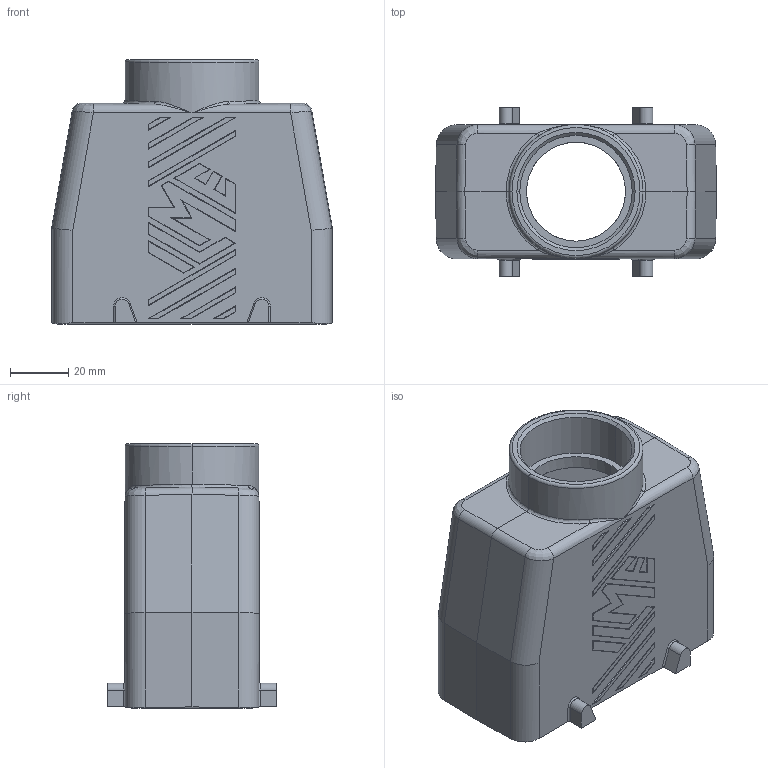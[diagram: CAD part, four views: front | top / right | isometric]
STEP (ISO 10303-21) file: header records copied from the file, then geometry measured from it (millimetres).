
FILE_DESCRIPTION(('Creo Elements/Direct Modeling STEP Export'),'2;1');
FILE_NAME('37jbk2e5h15le0j2644','2022-02-02T11:21:48',(''),(''),'Creo Elements/Direct Modeling STEP processor for AP214 (Solid Model)','Creo Elements/Direct Modeling 20.1B 02-Apr-2019 (C) Parametric Technology GmbH','');
FILE_SCHEMA(('AUTOMOTIVE_DESIGN { 1 0 10303 214 1 1 1 1 }'));
Length unit declared in the file: millimetre
Products named in the file (2): TMAV_16-40
Assembly tree (1 placements, depth 2):
  TMAV_16-40
    TMAV_16-40
Bounding box: 96.5 x 58 x 91 mm (x, y, z)
Volume: 130881.7 mm3; surface area: 47635.1 mm2
Topology: 1 solids, 1 shells, 320 faces, 801 edges, 507 vertices
Faces by surface type: cylinder 176, plane 88, cone 26, bspline 24, torus 6
Entity records: 13746 total; most frequent: CARTESIAN_POINT 6242, ORIENTED_EDGE 1594, DIRECTION 1471, EDGE_CURVE 797, VERTEX_POINT 507, AXIS2_PLACEMENT_3D 503, VECTOR 465, LINE 465
